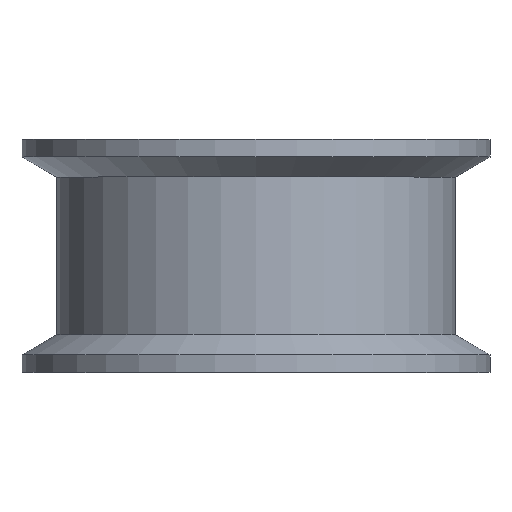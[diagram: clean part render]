
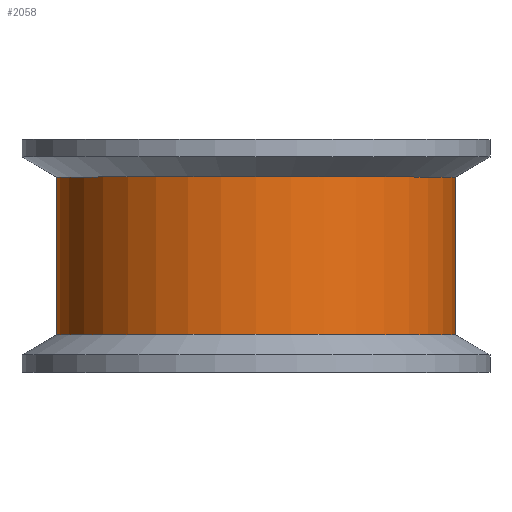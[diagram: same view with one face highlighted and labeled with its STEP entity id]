
A CAD part, top view. The second image highlights one B-rep face of the part: STEP entity #2058.
In plain terms, the highlighted cylindrical face has radius 34.2 mm (diameter 68.4 mm), a full revolution.
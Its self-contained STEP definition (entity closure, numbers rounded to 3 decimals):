
#172=CIRCLE('',#2280,34.2);
#173=CIRCLE('',#2282,34.2);
#212=CYLINDRICAL_SURFACE('',#2281,34.2);
#309=FACE_OUTER_BOUND('',#412,.T.);
#412=EDGE_LOOP('',(#1864,#1865,#1866,#1867));
#648=LINE('',#4058,#765);
#765=VECTOR('',#2800,34.2);
#976=VERTEX_POINT('',#4052);
#977=VERTEX_POINT('',#4056);
#1290=EDGE_CURVE('',#976,#976,#172,.T.);
#1292=EDGE_CURVE('',#977,#977,#173,.T.);
#1293=EDGE_CURVE('',#977,#976,#648,.T.);
#1864=ORIENTED_EDGE('',*,*,#1292,.F.);
#1865=ORIENTED_EDGE('',*,*,#1293,.T.);
#1866=ORIENTED_EDGE('',*,*,#1290,.T.);
#1867=ORIENTED_EDGE('',*,*,#1293,.F.);
#2058=ADVANCED_FACE('',(#309),#212,.T.);
#2280=AXIS2_PLACEMENT_3D('',#4053,#2793,#2794);
#2281=AXIS2_PLACEMENT_3D('',#4055,#2796,#2797);
#2282=AXIS2_PLACEMENT_3D('',#4057,#2798,#2799);
#2793=DIRECTION('center_axis',(0.,-1.,0.));
#2794=DIRECTION('ref_axis',(1.,0.,0.));
#2796=DIRECTION('center_axis',(0.,-1.,0.));
#2797=DIRECTION('ref_axis',(-1.,0.,0.));
#2798=DIRECTION('center_axis',(0.,-1.,0.));
#2799=DIRECTION('ref_axis',(1.,0.,0.));
#2800=DIRECTION('',(0.,1.,0.));
#4052=CARTESIAN_POINT('',(34.2,9.136,0.));
#4053=CARTESIAN_POINT('Origin',(0.,9.136,
0.));
#4055=CARTESIAN_POINT('Origin',(0.,-4.4,
0.));
#4056=CARTESIAN_POINT('',(34.2,-17.936,0.));
#4057=CARTESIAN_POINT('Origin',(0.,-17.936,0.));
#4058=CARTESIAN_POINT('',(34.2,-4.4,0.));
